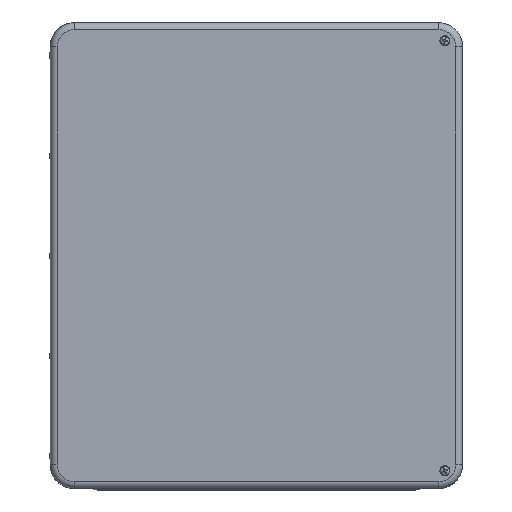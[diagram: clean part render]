
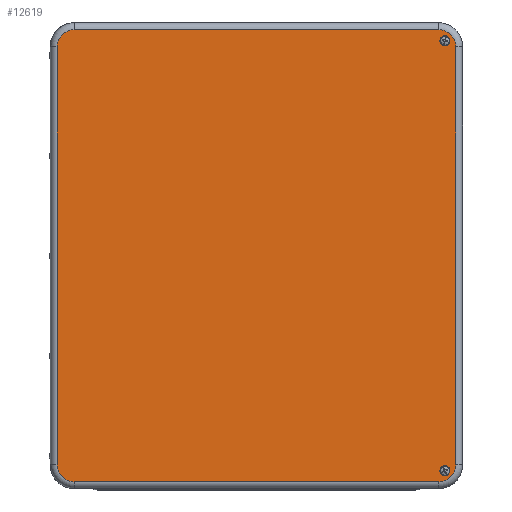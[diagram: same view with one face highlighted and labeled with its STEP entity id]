
A CAD part, top view. The second image highlights one B-rep face of the part: STEP entity #12619.
In plain terms, the highlighted planar face has unit normal (0, 0, 1).
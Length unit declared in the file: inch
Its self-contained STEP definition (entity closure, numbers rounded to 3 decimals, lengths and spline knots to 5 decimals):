
#1077=LINE($,#22834,#1967);
#1079=LINE($,#22854,#1969);
#1082=LINE($,#22861,#1972);
#1084=LINE($,#22876,#1974);
#1967=VECTOR($,#17459,13.648);
#1969=VECTOR($,#17483,15.648);
#1972=VECTOR($,#17490,15.648);
#1974=VECTOR($,#17510,13.648);
#2305=PLANE($,#13983);
#2995=FACE_BOUND($,#4742,.T.);
#2996=FACE_BOUND($,#4743,.T.);
#3684=FACE_OUTER_BOUND($,#4741,.T.);
#4741=EDGE_LOOP($,(#11435,#11436,#11437,#11438,#11439,#11440,#11441,#11442));
#4742=EDGE_LOOP($,(#11443));
#4743=EDGE_LOOP($,(#11444));
#5492=CIRCLE($,#13903,0.117);
#5494=CIRCLE($,#13906,0.117);
#5516=CIRCLE($,#13958,0.6423);
#5520=CIRCLE($,#13963,0.6423);
#5524=CIRCLE($,#13970,0.6423);
#5528=CIRCLE($,#13975,0.6423);
#6652=VERTEX_POINT($,#22730);
#6654=VERTEX_POINT($,#22735);
#6687=VERTEX_POINT($,#22831);
#6688=VERTEX_POINT($,#22833);
#6691=VERTEX_POINT($,#22840);
#6692=VERTEX_POINT($,#22845);
#6695=VERTEX_POINT($,#22852);
#6696=VERTEX_POINT($,#22857);
#6699=VERTEX_POINT($,#22864);
#6700=VERTEX_POINT($,#22869);
#8258=EDGE_CURVE($,#6652,#6652,#5492,.T.);
#8260=EDGE_CURVE($,#6654,#6654,#5494,.T.);
#8305=EDGE_CURVE($,#6687,#6688,#1077,.T.);
#8309=EDGE_CURVE($,#6691,#6687,#5516,.T.);
#8313=EDGE_CURVE($,#6688,#6692,#5520,.T.);
#8315=EDGE_CURVE($,#6695,#6691,#1079,.T.);
#8319=EDGE_CURVE($,#6692,#6696,#1082,.T.);
#8321=EDGE_CURVE($,#6699,#6695,#5524,.T.);
#8325=EDGE_CURVE($,#6696,#6700,#5528,.T.);
#8327=EDGE_CURVE($,#6700,#6699,#1084,.T.);
#11435=ORIENTED_EDGE($,*,*,#8305,.F.);
#11436=ORIENTED_EDGE($,*,*,#8309,.F.);
#11437=ORIENTED_EDGE($,*,*,#8315,.F.);
#11438=ORIENTED_EDGE($,*,*,#8321,.F.);
#11439=ORIENTED_EDGE($,*,*,#8327,.F.);
#11440=ORIENTED_EDGE($,*,*,#8325,.F.);
#11441=ORIENTED_EDGE($,*,*,#8319,.F.);
#11442=ORIENTED_EDGE($,*,*,#8313,.F.);
#11443=ORIENTED_EDGE($,*,*,#8258,.T.);
#11444=ORIENTED_EDGE($,*,*,#8260,.T.);
#12619=ADVANCED_FACE($,(#3684,#2995,#2996),#2305,.T.);
#13903=AXIS2_PLACEMENT_3D($,#22731,#17340,#17341);
#13906=AXIS2_PLACEMENT_3D($,#22736,#17346,#17347);
#13958=AXIS2_PLACEMENT_3D($,#22842,#17467,#17468);
#13963=AXIS2_PLACEMENT_3D($,#22849,#17477,#17478);
#13970=AXIS2_PLACEMENT_3D($,#22866,#17495,#17496);
#13975=AXIS2_PLACEMENT_3D($,#22873,#17505,#17506);
#13983=AXIS2_PLACEMENT_3D($,#22895,#17530,#17531);
#17340=DIRECTION('center_axis',(0.,0.,-1.));
#17341=DIRECTION('ref_axis',(1.,0.,0.));
#17346=DIRECTION('center_axis',(0.,0.,-1.));
#17347=DIRECTION('ref_axis',(1.,0.,0.));
#17459=DIRECTION($,(1.,0.,0.));
#17467=DIRECTION('center_axis',(0.,0.,-1.));
#17468=DIRECTION('ref_axis',(-0.707,0.707,0.));
#17477=DIRECTION('center_axis',(0.,0.,-1.));
#17478=DIRECTION('ref_axis',(0.707,0.707,0.));
#17483=DIRECTION($,(0.,1.,0.));
#17490=DIRECTION($,(0.,-1.,0.));
#17495=DIRECTION('center_axis',(0.,0.,-1.));
#17496=DIRECTION('ref_axis',(-0.707,-0.707,0.));
#17505=DIRECTION('center_axis',(0.,0.,-1.));
#17506=DIRECTION('ref_axis',(0.707,-0.707,0.));
#17510=DIRECTION($,(-1.,0.,0.));
#17530=DIRECTION('center_axis',(0.,0.,1.));
#17531=DIRECTION('ref_axis',(1.,0.,0.));
#22730=CARTESIAN_POINT('',(7.1795,-8.055,0.77));
#22731=CARTESIAN_POINT('Origin',(7.0625,-8.055,0.77));
#22735=CARTESIAN_POINT('',(7.1795,8.055,0.77));
#22736=CARTESIAN_POINT('Origin',(7.0625,8.055,0.77));
#22831=CARTESIAN_POINT('',(-6.824,8.4663,0.77));
#22833=CARTESIAN_POINT('',(6.824,8.4663,0.77));
#22834=CARTESIAN_POINT($,(-6.824,8.4663,0.77));
#22840=CARTESIAN_POINT('',(-7.4663,7.824,0.77));
#22842=CARTESIAN_POINT('Origin',(-6.824,7.824,0.77));
#22845=CARTESIAN_POINT('',(7.4663,7.824,0.77));
#22849=CARTESIAN_POINT('Origin',(6.824,7.824,0.77));
#22852=CARTESIAN_POINT('',(-7.4663,-7.824,0.77));
#22854=CARTESIAN_POINT($,(-7.4663,-7.824,0.77));
#22857=CARTESIAN_POINT('',(7.4663,-7.824,0.77));
#22861=CARTESIAN_POINT($,(7.4663,7.824,0.77));
#22864=CARTESIAN_POINT('',(-6.824,-8.4663,0.77));
#22866=CARTESIAN_POINT('Origin',(-6.824,-7.824,0.77));
#22869=CARTESIAN_POINT('',(6.824,-8.4663,0.77));
#22873=CARTESIAN_POINT('Origin',(6.824,-7.824,0.77));
#22876=CARTESIAN_POINT($,(6.824,-8.4663,0.77));
#22895=CARTESIAN_POINT('Origin',(0.,0.,0.77));
